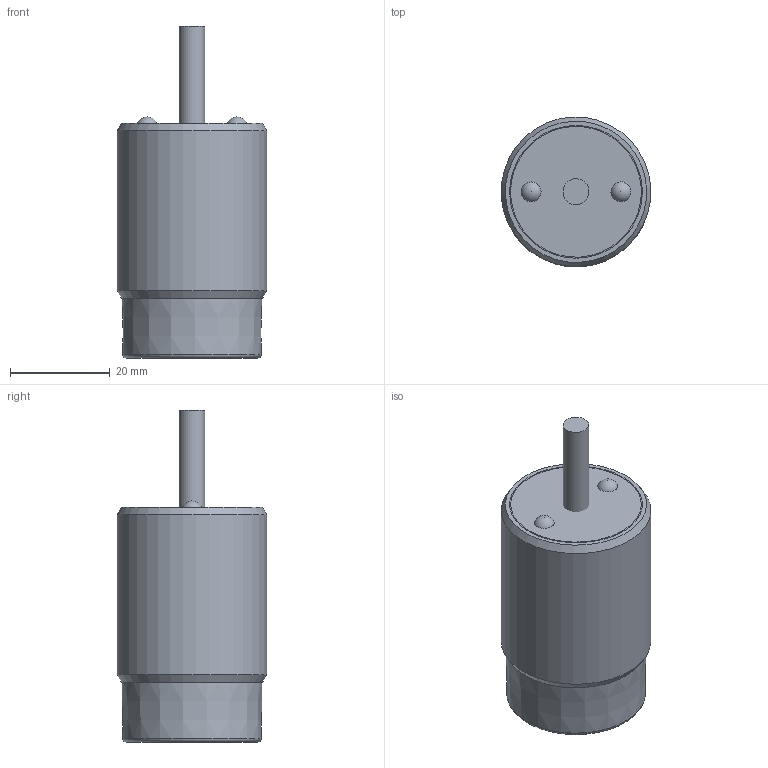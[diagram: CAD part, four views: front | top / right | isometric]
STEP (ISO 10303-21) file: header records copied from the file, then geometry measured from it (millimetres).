
FILE_DESCRIPTION(/* description */ (''),/* implementation_level */ '2;1');
FILE_NAME(/* name */ 'ICB30S35N40xx.stp',/* time_stamp */ '2015-05-07T15:20:35+02:00',/* author */ ('ddecol'),/* organization */ (''),/* preprocessor_version */ 'ST-DEVELOPER v15.6',/* originating_system */ 'Autodesk Inventor 2015',/* authorisation */ '');
FILE_SCHEMA (('AUTOMOTIVE_DESIGN { 1 0 10303 214 3 1 1 }'));
Length unit declared in the file: millimetre
Products named in the file (1): ICB30S35N40xx
Bounding box: 29.96 x 29.96 x 66.5 mm (x, y, z)
Surface area: 6152.2 mm2 (no closed solid volume)
Topology: 0 solids, 6 shells, 16 faces, 27 edges, 19 vertices
Faces by surface type: plane 8, cone 3, cylinder 2, sphere 2, torus 1
Full cylindrical faces by diameter (mm): 5.2 x1, 30 x1
Entity records: 383 total; most frequent: DIRECTION 64, CARTESIAN_POINT 47, AXIS2_PLACEMENT_3D 32, EDGE_LOOP 25, ORIENTED_EDGE 25, FACE_OUTER_BOUND 16, STYLED_ITEM 16, ADVANCED_FACE 16
